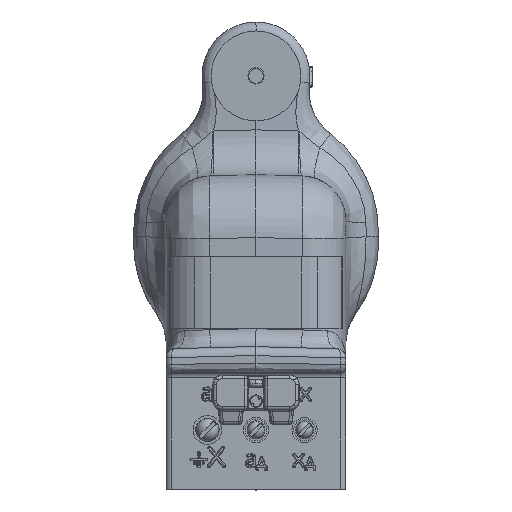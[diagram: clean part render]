
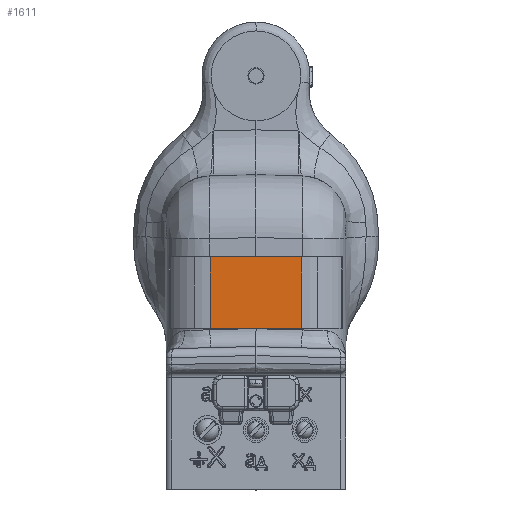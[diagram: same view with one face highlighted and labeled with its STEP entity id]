
A CAD part, top view. The second image highlights one B-rep face of the part: STEP entity #1611.
In plain terms, the highlighted planar face has unit normal (0, 0, 1).
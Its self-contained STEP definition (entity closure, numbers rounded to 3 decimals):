
#1254 = CARTESIAN_POINT ( 'NONE',  ( -40., 60.036, 233.036 ) ) ;
#1255 = DIRECTION ( 'NONE',  ( 1., 0., 0. ) ) ;
#1256 = DIRECTION ( 'NONE',  ( -1., 0., 0. ) ) ;
#1290 = CARTESIAN_POINT ( 'NONE',  ( 25.566, 20.036, 233.036 ) ) ;
#1291 = DIRECTION ( 'NONE',  ( 0., 1., 0. ) ) ;
#1292 = CARTESIAN_POINT ( 'NONE',  ( -40., 20.036, 233.036 ) ) ;
#1294 = CARTESIAN_POINT ( 'NONE',  ( -25.566, 60.036, 233.036 ) ) ;
#1296 = DIRECTION ( 'NONE',  ( 0., -1., 0. ) ) ;
#1611 = ADVANCED_FACE ( 'NONE', ( #7766 ), #12166, .F. ) ;
#3420 = CARTESIAN_POINT ( 'NONE',  ( -25.566, 60.036, 233.036 ) ) ;
#3436 = CARTESIAN_POINT ( 'NONE',  ( -25.566, 20.036, 233.036 ) ) ;
#3443 = CARTESIAN_POINT ( 'NONE',  ( 25.566, 60.036, 233.036 ) ) ;
#3444 = CARTESIAN_POINT ( 'NONE',  ( 25.566, 20.036, 233.036 ) ) ;
#6732 = EDGE_LOOP ( 'NONE', ( #8476, #8477, #8441, #8617 ) ) ;
#7766 = FACE_OUTER_BOUND ( 'NONE', #6732, .T. ) ;
#8441 = ORIENTED_EDGE ( 'NONE', *, *, #16241, .T. ) ;
#8476 = ORIENTED_EDGE ( 'NONE', *, *, #16229, .T. ) ;
#8477 = ORIENTED_EDGE ( 'NONE', *, *, #16232, .F. ) ;
#8617 = ORIENTED_EDGE ( 'NONE', *, *, #16233, .F. ) ;
#12160 = DIRECTION ( 'NONE',  ( -1., 0., 0. ) ) ;
#12161 = DIRECTION ( 'NONE',  ( 0., 0., -1. ) ) ;
#12166 = PLANE ( 'NONE',  #15277 ) ;
#12170 = CARTESIAN_POINT ( 'NONE',  ( 40., 60.036, 233.036 ) ) ;
#15277 = AXIS2_PLACEMENT_3D ( 'NONE', #12170, #12161, #12160 ) ;
#16229 = EDGE_CURVE ( 'NONE', #18793, #18794, #20020, .T. ) ;
#16232 = EDGE_CURVE ( 'NONE', #18816, #18794, #20021, .T. ) ;
#16233 = EDGE_CURVE ( 'NONE', #18793, #18801, #20022, .T. ) ;
#16241 = EDGE_CURVE ( 'NONE', #18816, #18801, #20027, .T. ) ;
#18793 = VERTEX_POINT ( 'NONE', #3444 ) ;
#18794 = VERTEX_POINT ( 'NONE', #3443 ) ;
#18801 = VERTEX_POINT ( 'NONE', #3436 ) ;
#18816 = VERTEX_POINT ( 'NONE', #3420 ) ;
#20016 = VECTOR ( 'NONE', #1255, 1000. ) ;
#20019 = VECTOR ( 'NONE', #1291, 1000. ) ;
#20020 = LINE ( 'NONE', #1290, #20019 ) ;
#20021 = LINE ( 'NONE', #1254, #20016 ) ;
#20022 = LINE ( 'NONE', #1292, #20054 ) ;
#20026 = VECTOR ( 'NONE', #1296, 1000. ) ;
#20027 = LINE ( 'NONE', #1294, #20026 ) ;
#20054 = VECTOR ( 'NONE', #1256, 1000. ) ;
